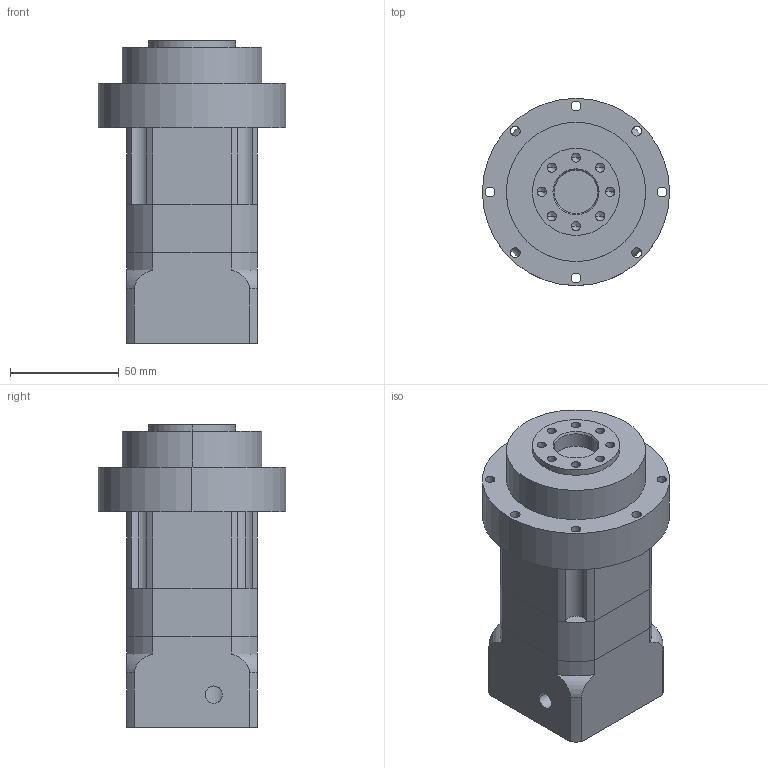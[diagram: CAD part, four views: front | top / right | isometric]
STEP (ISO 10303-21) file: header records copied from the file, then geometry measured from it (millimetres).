
FILE_DESCRIPTION (( 'STEP AP214' ), '1' );
FILE_NAME ('DF060-L2-XX-14-50-70-M5_2019.STEP', '2019-03-14T02:28:40', ( 'Y' ), ( 'NCU' ), 'SwSTEP 2.0', 'SolidWorks 2016', '' );
FILE_SCHEMA (( 'AUTOMOTIVE_DESIGN' ));
Length unit declared in the file: millimetre
Products named in the file (1): DF060-L2-XX-14-50-70-M5_2019
Bounding box: 86 x 86 x 139 mm (x, y, z)
Volume: 461317.9 mm3; surface area: 83886.6 mm2
Topology: 4 solids, 4 shells, 316 faces, 795 edges, 504 vertices
Faces by surface type: cylinder 143, plane 127, cone 42, torus 4
Entity records: 11082 total; most frequent: CARTESIAN_POINT 2080, DIRECTION 1705, ORIENTED_EDGE 1542, EDGE_CURVE 771, AXIS2_PLACEMENT_3D 633, VERTEX_POINT 504, VECTOR 439, LINE 439
